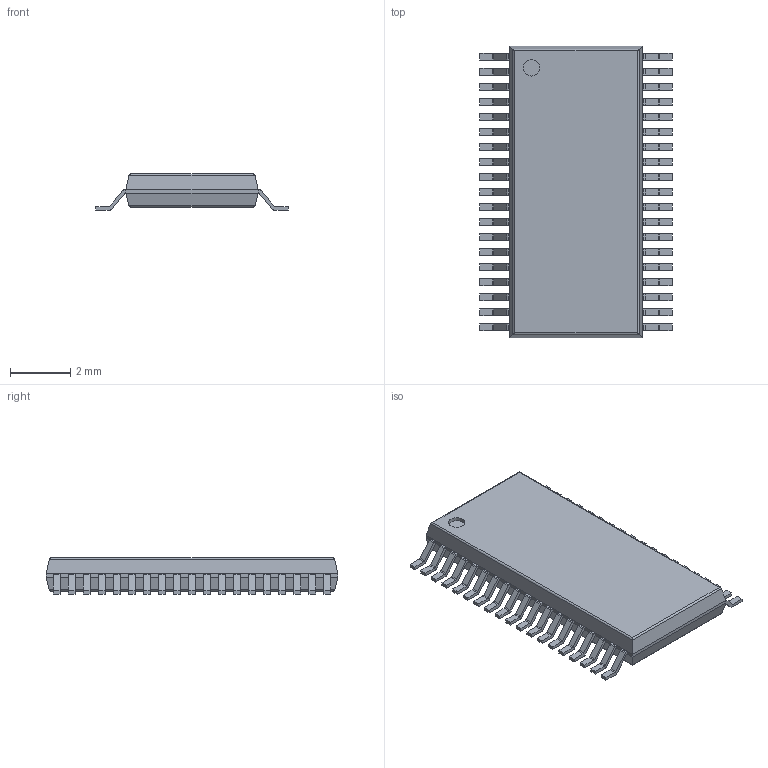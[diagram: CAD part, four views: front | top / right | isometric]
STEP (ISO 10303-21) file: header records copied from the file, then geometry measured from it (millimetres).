
FILE_DESCRIPTION(('FreeCAD Model'),'2;1');
FILE_NAME('231657.1.1.stp','2018-01-09T21:05:12',( 'Author'),(''),'Open CASCADE STEP processor 6.8','FreeCAD','Unknown' );
FILE_SCHEMA(('AUTOMOTIVE_DESIGN_CC2 { 1 2 10303 214 -1 1 5 4 }'));
Length unit declared in the file: millimetre
Products named in the file (3): ASSEMBLY; Body; PinsArrayLR
Assembly tree (2 placements, depth 2):
  ASSEMBLY
    Body
    PinsArrayLR
Bounding box: 6.4 x 9.7 x 1.2 mm (x, y, z)
Volume: 46.5 mm3; surface area: 143.3 mm2
Topology: 39 solids, 39 shells, 518 faces, 1301 edges, 862 vertices
Faces by surface type: plane 395, cylinder 123
Full cylindrical faces by diameter (mm): 0.55 x1
Entity records: 32973 total; most frequent: CARTESIAN_POINT 6176, DIRECTION 4975, LINE 3341, VECTOR 3341, ORIENTED_EDGE 2602, PCURVE 2602, DEFINITIONAL_REPRESENTATION 2602, EDGE_CURVE 1301
